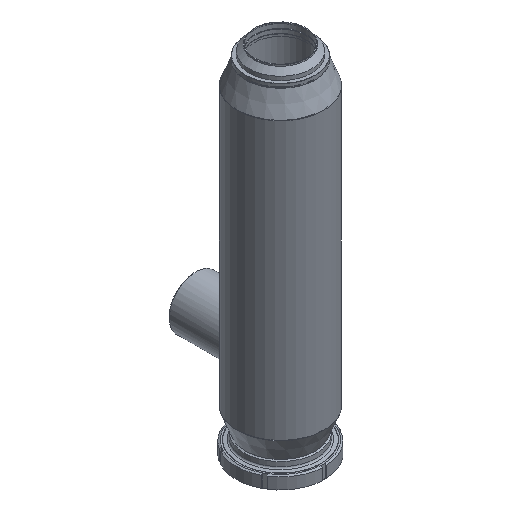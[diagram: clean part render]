
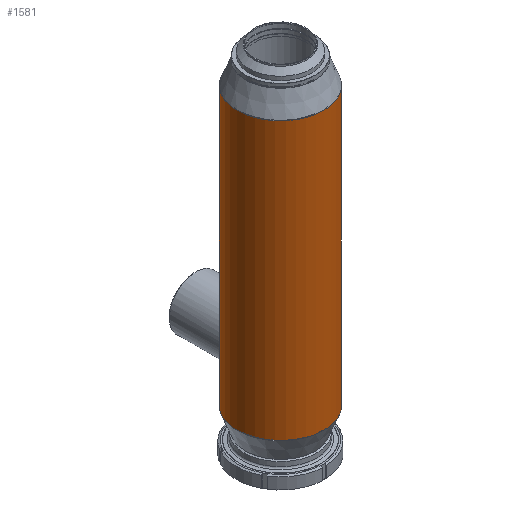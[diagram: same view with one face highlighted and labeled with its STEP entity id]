
A CAD part, isometric view. The second image highlights one B-rep face of the part: STEP entity #1581.
In plain terms, the highlighted cylindrical face has radius 127 mm (diameter 254 mm), a full revolution.
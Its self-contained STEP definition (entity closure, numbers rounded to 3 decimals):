
#16=B_SPLINE_CURVE_WITH_KNOTS('',3,(#3418,#3419,#3420,#3421,#3422,#3423,
#3424,#3425,#3426,#3427,#3428,#3429,#3430,#3431,#3432,#3433,#3434,#3435,
#3436,#3437,#3438,#3439,#3440,#3441,#3442,#3443,#3444,#3445,#3446,#3447,
#3448,#3449,#3450,#3451,#3452,#3453,#3454,#3455,#3456,#3457,#3458,#3459,
#3460,#3461),.UNSPECIFIED.,.T.,.F.,(4,1,1,1,1,1,1,1,1,1,1,1,1,1,1,1,1,1,
1,1,1,1,1,1,1,1,1,1,1,1,1,1,1,1,1,1,1,1,1,1,1,4),(-47.916,-46.632,
-46.204,-45.349,-44.493,-42.782,
-41.498,-41.071,-38.789,-36.507,
-34.796,-34.225,-33.085,-31.944,
-31.659,-30.803,-29.662,-29.092,
-27.38,-25.099,-24.813,-23.958,
-22.817,-20.535,-19.394,-18.539,
-18.254,-17.113,-15.972,-14.831,
-13.69,-11.408,-9.127,-8.699,
-8.556,-7.986,-6.845,-5.989,
-4.278,-3.423,-1.711,0.),.UNSPECIFIED.);
#195=CYLINDRICAL_SURFACE('',#1793,127.);
#270=FACE_BOUND('',#569,.T.);
#271=FACE_BOUND('',#570,.T.);
#383=FACE_OUTER_BOUND('',#568,.T.);
#568=EDGE_LOOP('',(#1324));
#569=EDGE_LOOP('',(#1325));
#570=EDGE_LOOP('',(#1326));
#662=CIRCLE('',#1775,127.);
#666=CIRCLE('',#1783,127.);
#796=VERTEX_POINT('',#2719);
#800=VERTEX_POINT('',#2731);
#805=VERTEX_POINT('',#3371);
#968=EDGE_CURVE('',#796,#796,#662,.T.);
#972=EDGE_CURVE('',#800,#800,#666,.T.);
#980=EDGE_CURVE('',#805,#805,#16,.T.);
#1324=ORIENTED_EDGE('',*,*,#968,.F.);
#1325=ORIENTED_EDGE('',*,*,#972,.T.);
#1326=ORIENTED_EDGE('',*,*,#980,.F.);
#1581=ADVANCED_FACE('',(#383,#270,#271),#195,.T.);
#1775=AXIS2_PLACEMENT_3D('',#2720,#2197,#2198);
#1783=AXIS2_PLACEMENT_3D('',#2732,#2213,#2214);
#1793=AXIS2_PLACEMENT_3D('',#3462,#2233,#2234);
#2197=DIRECTION('center_axis',(0.,0.,-1.));
#2198=DIRECTION('ref_axis',(-1.,0.,0.));
#2213=DIRECTION('center_axis',(0.,0.,-1.));
#2214=DIRECTION('ref_axis',(-1.,0.,0.));
#2233=DIRECTION('center_axis',(0.,0.,1.));
#2234=DIRECTION('ref_axis',(-1.,0.,0.));
#2719=CARTESIAN_POINT('',(127.,0.,0.));
#2720=CARTESIAN_POINT('Origin',(0.,0.,0.));
#2731=CARTESIAN_POINT('',(127.,0.,813.));
#2732=CARTESIAN_POINT('Origin',(0.,0.,813.));
#3371=CARTESIAN_POINT('',(77.775,100.399,137.));
#3418=CARTESIAN_POINT('Ctrl Pts',(77.776,100.398,136.999));
#3419=CARTESIAN_POINT('Ctrl Pts',(77.775,100.399,132.455));
#3420=CARTESIAN_POINT('Ctrl Pts',(77.257,100.805,126.404));
#3421=CARTESIAN_POINT('Ctrl Pts',(75.488,102.136,117.569));
#3422=CARTESIAN_POINT('Ctrl Pts',(73.397,103.663,110.377));
#3423=CARTESIAN_POINT('Ctrl Pts',(68.927,106.741,99.588));
#3424=CARTESIAN_POINT('Ctrl Pts',(61.959,111.035,88.448));
#3425=CARTESIAN_POINT('Ctrl Pts',(54.174,114.944,80.077));
#3426=CARTESIAN_POINT('Ctrl Pts',(44.056,119.319,71.344));
#3427=CARTESIAN_POINT('Ctrl Pts',(29.437,124.23,62.579));
#3428=CARTESIAN_POINT('Ctrl Pts',(8.04,127.338,57.449));
#3429=CARTESIAN_POINT('Ctrl Pts',(-8.005,126.945,58.085));
#3430=CARTESIAN_POINT('Ctrl Pts',(-19.659,125.575,60.381));
#3431=CARTESIAN_POINT('Ctrl Pts',(-29.091,123.793,63.411));
#3432=CARTESIAN_POINT('Ctrl Pts',(-36.889,121.589,67.31));
#3433=CARTESIAN_POINT('Ctrl Pts',(-43.457,119.375,71.386));
#3434=CARTESIAN_POINT('Ctrl Pts',(-49.692,116.977,75.947));
#3435=CARTESIAN_POINT('Ctrl Pts',(-55.898,114.098,81.835));
#3436=CARTESIAN_POINT('Ctrl Pts',(-63.3,110.213,90.582));
#3437=CARTESIAN_POINT('Ctrl Pts',(-71.48,105.16,103.669));
#3438=CARTESIAN_POINT('Ctrl Pts',(-75.951,101.793,117.94));
#3439=CARTESIAN_POINT('Ctrl Pts',(-77.544,100.581,129.907));
#3440=CARTESIAN_POINT('Ctrl Pts',(-78.005,100.221,137.979));
#3441=CARTESIAN_POINT('Ctrl Pts',(-76.863,101.108,153.136));
#3442=CARTESIAN_POINT('Ctrl Pts',(-72.086,104.703,168.418));
#3443=CARTESIAN_POINT('Ctrl Pts',(-64.837,109.271,181.022));
#3444=CARTESIAN_POINT('Ctrl Pts',(-60.243,111.83,187.084));
#3445=CARTESIAN_POINT('Ctrl Pts',(-55.197,114.426,192.833));
#3446=CARTESIAN_POINT('Ctrl Pts',(-48.934,117.325,198.764));
#3447=CARTESIAN_POINT('Ctrl Pts',(-39.528,120.845,205.373));
#3448=CARTESIAN_POINT('Ctrl Pts',(-29.055,123.799,210.601));
#3449=CARTESIAN_POINT('Ctrl Pts',(-14.062,126.641,215.424));
#3450=CARTESIAN_POINT('Ctrl Pts',(6.05,127.629,217.029));
#3451=CARTESIAN_POINT('Ctrl Pts',(23.117,125.151,212.941));
#3452=CARTESIAN_POINT('Ctrl Pts',(32.082,122.892,208.988));
#3453=CARTESIAN_POINT('Ctrl Pts',(35.576,121.933,207.287));
#3454=CARTESIAN_POINT('Ctrl Pts',(41.073,120.264,204.283));
#3455=CARTESIAN_POINT('Ctrl Pts',(48.187,117.605,199.293));
#3456=CARTESIAN_POINT('Ctrl Pts',(57.391,113.45,190.86));
#3457=CARTESIAN_POINT('Ctrl Pts',(64.46,109.523,181.861));
#3458=CARTESIAN_POINT('Ctrl Pts',(71.458,105.07,169.134));
#3459=CARTESIAN_POINT('Ctrl Pts',(76.377,101.504,155.174));
#3460=CARTESIAN_POINT('Ctrl Pts',(77.778,100.395,143.057));
#3461=CARTESIAN_POINT('Ctrl Pts',(77.776,100.398,136.999));
#3462=CARTESIAN_POINT('Origin',(0.,0.,0.));
